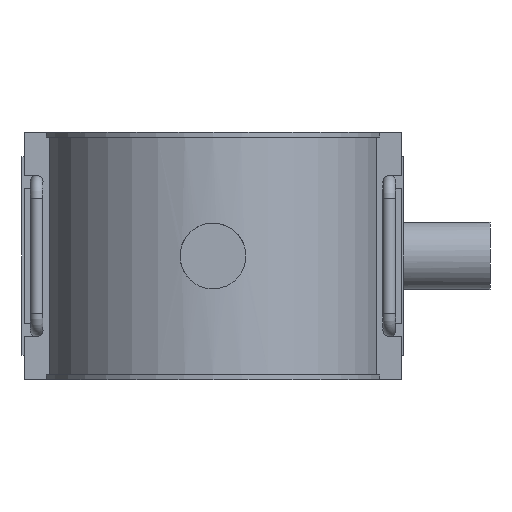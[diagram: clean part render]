
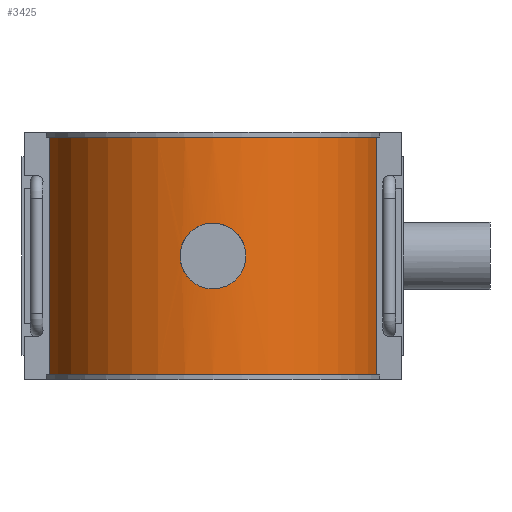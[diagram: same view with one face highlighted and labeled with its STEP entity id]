
A CAD part, front view. The second image highlights one B-rep face of the part: STEP entity #3425.
In plain terms, the highlighted cylindrical face has radius 79.8 mm (diameter 159.6 mm), a partial arc.
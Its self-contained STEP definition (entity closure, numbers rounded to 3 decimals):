
#117=LINE('',#6114,#404);
#152=LINE('',#6374,#439);
#404=VECTOR('',#4150,113.28);
#439=VECTOR('',#4227,113.28);
#650=FACE_BOUND('',#1137,.T.);
#731=B_SPLINE_CURVE_WITH_KNOTS('',3,(#5708,#5709,#5710,#5711,#5712,#5713,
#5714,#5715,#5716,#5717,#5718,#5719,#5720,#5721,#5722,#5723,#5724,#5725,
#5726,#5727,#5728,#5729,#5730,#5731,#5732,#5733,#5734,#5735,#5736,#5737,
#5738,#5739,#5740,#5741,#5742,#5743,#5744,#5745,#5746,#5747,#5748,#5749,
#5750,#5751,#5752,#5753,#5754,#5755,#5756,#5757,#5758,#5759,#5760,#5761,
#5762,#5763,#5764,#5765,#5766,#5767,#5768,#5769,#5770,#5771,#5772,#5773),
 .UNSPECIFIED.,.T.,.F.,(4,2,2,2,2,2,2,2,2,2,2,2,2,2,2,2,2,2,2,2,2,2,2,2,
2,2,2,2,2,2,2,2,4),(0.,0.296,0.592,0.888,
1.185,1.481,1.777,2.073,2.369,
2.665,2.962,3.258,3.554,3.85,
4.146,4.442,4.738,5.035,5.331,
5.627,5.923,6.219,6.515,6.812,
7.108,7.404,7.7,7.996,8.292,
8.588,8.885,9.181,9.477),
 .UNSPECIFIED.);
#796=CYLINDRICAL_SURFACE('',#3680,79.8);
#909=FACE_OUTER_BOUND('',#1136,.T.);
#1136=EDGE_LOOP('',(#2629,#2630,#2631,#2632));
#1137=EDGE_LOOP('',(#2633));
#1341=CIRCLE('',#3656,79.8);
#1349=CIRCLE('',#3670,79.8);
#1502=VERTEX_POINT('',#5707);
#1517=VERTEX_POINT('',#6099);
#1518=VERTEX_POINT('',#6101);
#1522=VERTEX_POINT('',#6113);
#1543=VERTEX_POINT('',#6184);
#1883=EDGE_CURVE('',#1502,#1502,#731,.T.);
#1902=EDGE_CURVE('',#1517,#1518,#1341,.T.);
#1907=EDGE_CURVE('',#1517,#1522,#117,.T.);
#1931=EDGE_CURVE('',#1543,#1522,#1349,.T.);
#1966=EDGE_CURVE('',#1518,#1543,#152,.T.);
#2629=ORIENTED_EDGE('',*,*,#1902,.T.);
#2630=ORIENTED_EDGE('',*,*,#1966,.T.);
#2631=ORIENTED_EDGE('',*,*,#1931,.T.);
#2632=ORIENTED_EDGE('',*,*,#1907,.F.);
#2633=ORIENTED_EDGE('',*,*,#1883,.T.);
#3425=ADVANCED_FACE('',(#909,#650),#796,.T.);
#3656=AXIS2_PLACEMENT_3D('',#6103,#4140,#4141);
#3670=AXIS2_PLACEMENT_3D('',#6185,#4187,#4188);
#3680=AXIS2_PLACEMENT_3D('',#6375,#4228,#4229);
#4140=DIRECTION('center_axis',(0.,0.,1.));
#4141=DIRECTION('ref_axis',(1.,0.,0.));
#4150=DIRECTION('',(0.,0.,1.));
#4187=DIRECTION('center_axis',(0.,0.,-1.));
#4188=DIRECTION('ref_axis',(1.,0.,0.));
#4227=DIRECTION('',(0.,0.,1.));
#4228=DIRECTION('center_axis',(0.,0.,1.));
#4229=DIRECTION('ref_axis',(1.,0.,0.));
#5707=CARTESIAN_POINT('',(15.68,-78.244,0.));
#5708=CARTESIAN_POINT('Ctrl Pts',(15.68,-78.244,0.));
#5709=CARTESIAN_POINT('Ctrl Pts',(15.68,-78.244,-0.987));
#5710=CARTESIAN_POINT('Ctrl Pts',(15.585,-78.264,-2.007));
#5711=CARTESIAN_POINT('Ctrl Pts',(15.187,-78.342,-4.035));
#5712=CARTESIAN_POINT('Ctrl Pts',(14.884,-78.401,-5.042));
#5713=CARTESIAN_POINT('Ctrl Pts',(14.083,-78.549,-6.973));
#5714=CARTESIAN_POINT('Ctrl Pts',(13.585,-78.637,-7.898));
#5715=CARTESIAN_POINT('Ctrl Pts',(12.434,-78.827,-9.608));
#5716=CARTESIAN_POINT('Ctrl Pts',(11.782,-78.929,-10.393));
#5717=CARTESIAN_POINT('Ctrl Pts',(10.393,-79.123,-11.782));
#5718=CARTESIAN_POINT('Ctrl Pts',(9.608,-79.224,-12.434));
#5719=CARTESIAN_POINT('Ctrl Pts',(7.898,-79.413,-13.585));
#5720=CARTESIAN_POINT('Ctrl Pts',(6.973,-79.501,-14.083));
#5721=CARTESIAN_POINT('Ctrl Pts',(5.042,-79.646,-14.884));
#5722=CARTESIAN_POINT('Ctrl Pts',(4.035,-79.704,-15.187));
#5723=CARTESIAN_POINT('Ctrl Pts',(2.007,-79.781,-15.585));
#5724=CARTESIAN_POINT('Ctrl Pts',(0.987,-79.8,-15.68));
#5725=CARTESIAN_POINT('Ctrl Pts',(-0.987,-79.8,-15.68));
#5726=CARTESIAN_POINT('Ctrl Pts',(-2.007,-79.781,-15.585));
#5727=CARTESIAN_POINT('Ctrl Pts',(-4.035,-79.704,-15.187));
#5728=CARTESIAN_POINT('Ctrl Pts',(-5.042,-79.646,-14.884));
#5729=CARTESIAN_POINT('Ctrl Pts',(-6.973,-79.501,-14.083));
#5730=CARTESIAN_POINT('Ctrl Pts',(-7.898,-79.413,-13.585));
#5731=CARTESIAN_POINT('Ctrl Pts',(-9.608,-79.224,-12.434));
#5732=CARTESIAN_POINT('Ctrl Pts',(-10.393,-79.123,-11.782));
#5733=CARTESIAN_POINT('Ctrl Pts',(-11.782,-78.929,-10.393));
#5734=CARTESIAN_POINT('Ctrl Pts',(-12.434,-78.827,-9.608));
#5735=CARTESIAN_POINT('Ctrl Pts',(-13.585,-78.637,-7.898));
#5736=CARTESIAN_POINT('Ctrl Pts',(-14.083,-78.549,-6.973));
#5737=CARTESIAN_POINT('Ctrl Pts',(-14.884,-78.401,-5.042));
#5738=CARTESIAN_POINT('Ctrl Pts',(-15.187,-78.342,-4.035));
#5739=CARTESIAN_POINT('Ctrl Pts',(-15.585,-78.264,-2.007));
#5740=CARTESIAN_POINT('Ctrl Pts',(-15.68,-78.244,-0.987));
#5741=CARTESIAN_POINT('Ctrl Pts',(-15.68,-78.244,0.987));
#5742=CARTESIAN_POINT('Ctrl Pts',(-15.585,-78.264,2.007));
#5743=CARTESIAN_POINT('Ctrl Pts',(-15.187,-78.342,4.035));
#5744=CARTESIAN_POINT('Ctrl Pts',(-14.884,-78.401,5.042));
#5745=CARTESIAN_POINT('Ctrl Pts',(-14.083,-78.549,6.973));
#5746=CARTESIAN_POINT('Ctrl Pts',(-13.585,-78.637,7.898));
#5747=CARTESIAN_POINT('Ctrl Pts',(-12.434,-78.827,9.608));
#5748=CARTESIAN_POINT('Ctrl Pts',(-11.782,-78.929,10.393));
#5749=CARTESIAN_POINT('Ctrl Pts',(-10.393,-79.123,11.782));
#5750=CARTESIAN_POINT('Ctrl Pts',(-9.608,-79.224,12.434));
#5751=CARTESIAN_POINT('Ctrl Pts',(-7.898,-79.413,13.585));
#5752=CARTESIAN_POINT('Ctrl Pts',(-6.973,-79.501,14.083));
#5753=CARTESIAN_POINT('Ctrl Pts',(-5.042,-79.646,14.884));
#5754=CARTESIAN_POINT('Ctrl Pts',(-4.035,-79.704,15.187));
#5755=CARTESIAN_POINT('Ctrl Pts',(-2.007,-79.781,15.585));
#5756=CARTESIAN_POINT('Ctrl Pts',(-0.987,-79.8,15.68));
#5757=CARTESIAN_POINT('Ctrl Pts',(0.987,-79.8,15.68));
#5758=CARTESIAN_POINT('Ctrl Pts',(2.007,-79.781,15.585));
#5759=CARTESIAN_POINT('Ctrl Pts',(4.035,-79.704,15.187));
#5760=CARTESIAN_POINT('Ctrl Pts',(5.042,-79.646,14.884));
#5761=CARTESIAN_POINT('Ctrl Pts',(6.973,-79.501,14.083));
#5762=CARTESIAN_POINT('Ctrl Pts',(7.898,-79.413,13.585));
#5763=CARTESIAN_POINT('Ctrl Pts',(9.608,-79.224,12.434));
#5764=CARTESIAN_POINT('Ctrl Pts',(10.393,-79.123,11.782));
#5765=CARTESIAN_POINT('Ctrl Pts',(11.782,-78.929,10.393));
#5766=CARTESIAN_POINT('Ctrl Pts',(12.434,-78.827,9.608));
#5767=CARTESIAN_POINT('Ctrl Pts',(13.585,-78.637,7.898));
#5768=CARTESIAN_POINT('Ctrl Pts',(14.083,-78.549,6.973));
#5769=CARTESIAN_POINT('Ctrl Pts',(14.884,-78.401,5.042));
#5770=CARTESIAN_POINT('Ctrl Pts',(15.187,-78.342,4.035));
#5771=CARTESIAN_POINT('Ctrl Pts',(15.585,-78.264,2.007));
#5772=CARTESIAN_POINT('Ctrl Pts',(15.68,-78.244,0.987));
#5773=CARTESIAN_POINT('Ctrl Pts',(15.68,-78.244,0.));
#6099=CARTESIAN_POINT('',(-77.857,-17.5,-56.64));
#6101=CARTESIAN_POINT('',(77.857,-17.5,-56.64));
#6103=CARTESIAN_POINT('Origin',(0.,0.,-56.64));
#6113=CARTESIAN_POINT('',(-77.857,-17.5,56.64));
#6114=CARTESIAN_POINT('',(-77.857,-17.5,0.));
#6184=CARTESIAN_POINT('',(77.857,-17.5,56.64));
#6185=CARTESIAN_POINT('Origin',(0.,0.,56.64));
#6374=CARTESIAN_POINT('',(77.857,-17.5,0.));
#6375=CARTESIAN_POINT('Origin',(0.,0.,0.));
